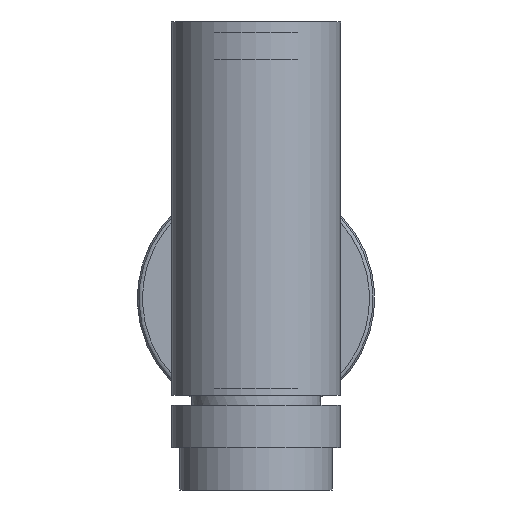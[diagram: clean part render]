
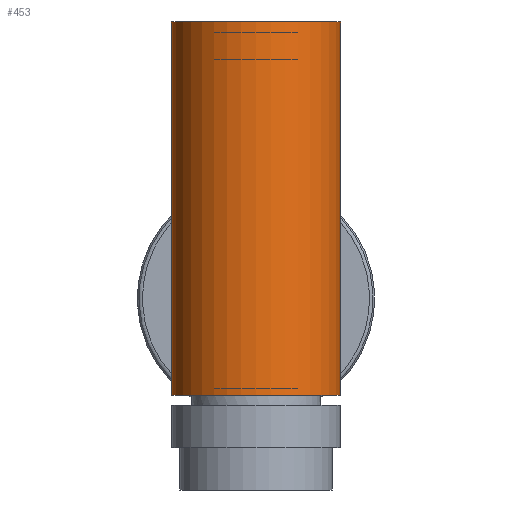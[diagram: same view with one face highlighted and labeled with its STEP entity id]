
A CAD part, front view. The second image highlights one B-rep face of the part: STEP entity #453.
In plain terms, the highlighted cylindrical face has radius 25 mm (diameter 50 mm), a full revolution.
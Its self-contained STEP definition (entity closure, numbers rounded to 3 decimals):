
#281=B_SPLINE_CURVE_WITH_KNOTS('',3,(#3252,#3253,#3254,#3255,#3256,#3257,
#3258,#3259,#3260,#3261,#3262,#3263,#3264,#3265,#3266,#3267,#3268,#3269,
#3270,#3271,#3272,#3273,#3274,#3275,#3276,#3277,#3278,#3279,#3280,#3281,
#3282,#3283,#3284,#3285,#3286,#3287,#3288,#3289,#3290,#3291,#3292,#3293,
#3294,#3295),.UNSPECIFIED.,.T.,.F.,(2,2,2,2,2,2,2,2,2,2,2,2,2,2,2,2,2,2,
2,2,2,2,2,2),(-0.031,0.,0.031,0.062,0.125,0.188,0.219,
0.25,0.313,0.375,0.438,0.469,0.5,0.531,0.563,0.625,0.688,0.75,0.813,
0.875,0.938,0.969,1.,1.031),.UNSPECIFIED.);
#453=ADVANCED_FACE('',(#682,#683,#684),#617,.T.);
#617=CYLINDRICAL_SURFACE('',#2334,25.);
#682=FACE_BOUND('',#894,.T.);
#683=FACE_BOUND('',#895,.T.);
#684=FACE_BOUND('',#896,.T.);
#894=EDGE_LOOP('',(#1167));
#895=EDGE_LOOP('',(#1168));
#896=EDGE_LOOP('',(#1169));
#1167=ORIENTED_EDGE('',*,*,#1918,.T.);
#1168=ORIENTED_EDGE('',*,*,#1915,.T.);
#1169=ORIENTED_EDGE('',*,*,#1917,.T.);
#1704=VERTEX_POINT('',#3245);
#1706=VERTEX_POINT('',#3250);
#1707=VERTEX_POINT('',#3296);
#1915=EDGE_CURVE('',#1704,#1704,#2185,.T.);
#1917=EDGE_CURVE('',#1706,#1706,#2187,.T.);
#1918=EDGE_CURVE('',#1707,#1707,#281,.T.);
#2185=CIRCLE('',#2329,25.);
#2187=CIRCLE('',#2332,25.);
#2329=AXIS2_PLACEMENT_3D('',#3244,#2628,#2629);
#2332=AXIS2_PLACEMENT_3D('',#3249,#2634,#2635);
#2334=AXIS2_PLACEMENT_3D('',#3297,#2638,#2639);
#2628=DIRECTION('',(0.,0.,-1.));
#2629=DIRECTION('',(1.,0.,0.));
#2634=DIRECTION('',(0.,0.,1.));
#2635=DIRECTION('',(1.,0.,0.));
#2638=DIRECTION('',(0.,0.,1.));
#2639=DIRECTION('',(1.,0.,0.));
#3244=CARTESIAN_POINT('',(0.,0.,110.));
#3245=CARTESIAN_POINT('',(25.,0.,110.));
#3249=CARTESIAN_POINT('',(0.,0.,0.));
#3250=CARTESIAN_POINT('',(25.,0.,0.));
#3252=CARTESIAN_POINT('',(22.685,10.506,26.803));
#3253=CARTESIAN_POINT('',(22.685,10.506,30.197));
#3254=CARTESIAN_POINT('',(22.52,10.876,31.858));
#3255=CARTESIAN_POINT('',(21.926,12.028,34.984));
#3256=CARTESIAN_POINT('',(21.511,12.776,36.422));
#3257=CARTESIAN_POINT('',(19.945,15.195,40.544));
#3258=CARTESIAN_POINT('',(18.496,17.007,42.996));
#3259=CARTESIAN_POINT('',(14.73,20.357,47.371));
#3260=CARTESIAN_POINT('',(12.393,21.927,49.296));
#3261=CARTESIAN_POINT('',(8.148,23.685,51.427));
#3262=CARTESIAN_POINT('',(6.636,24.158,51.995));
#3263=CARTESIAN_POINT('',(3.444,24.815,52.78));
#3264=CARTESIAN_POINT('',(1.754,24.994,52.993));
#3265=CARTESIAN_POINT('',(-3.244,25.012,53.014));
#3266=CARTESIAN_POINT('',(-6.598,24.307,52.181));
#3267=CARTESIAN_POINT('',(-12.261,22.,49.386));
#3268=CARTESIAN_POINT('',(-14.631,20.429,47.461));
#3269=CARTESIAN_POINT('',(-18.421,17.089,43.107));
#3270=CARTESIAN_POINT('',(-19.898,15.257,40.63));
#3271=CARTESIAN_POINT('',(-21.47,12.843,36.546));
#3272=CARTESIAN_POINT('',(-21.896,12.084,35.102));
#3273=CARTESIAN_POINT('',(-22.503,10.911,31.984));
#3274=CARTESIAN_POINT('',(-22.677,10.525,30.31));
#3275=CARTESIAN_POINT('',(-22.693,10.489,26.949));
#3276=CARTESIAN_POINT('',(-22.535,10.843,25.265));
#3277=CARTESIAN_POINT('',(-21.954,11.977,22.124));
#3278=CARTESIAN_POINT('',(-21.539,12.727,20.669));
#3279=CARTESIAN_POINT('',(-19.984,15.143,16.529));
#3280=CARTESIAN_POINT('',(-18.531,16.97,14.055));
#3281=CARTESIAN_POINT('',(-14.769,20.328,9.664));
#3282=CARTESIAN_POINT('',(-12.42,21.912,7.723));
#3283=CARTESIAN_POINT('',(-6.764,24.261,4.873));
#3284=CARTESIAN_POINT('',(-3.426,24.989,4.013));
#3285=CARTESIAN_POINT('',(3.264,25.011,3.987));
#3286=CARTESIAN_POINT('',(6.627,24.299,4.828));
#3287=CARTESIAN_POINT('',(12.299,21.98,7.64));
#3288=CARTESIAN_POINT('',(14.666,20.404,9.57));
#3289=CARTESIAN_POINT('',(18.458,17.05,13.945));
#3290=CARTESIAN_POINT('',(19.927,15.219,16.42));
#3291=CARTESIAN_POINT('',(21.501,12.792,20.548));
#3292=CARTESIAN_POINT('',(21.925,12.03,22.012));
#3293=CARTESIAN_POINT('',(22.517,10.881,25.127));
#3294=CARTESIAN_POINT('',(22.685,10.506,26.803));
#3295=CARTESIAN_POINT('',(22.685,10.506,30.197));
#3296=CARTESIAN_POINT('',(22.685,10.506,28.5));
#3297=CARTESIAN_POINT('',(0.,0.,0.));
